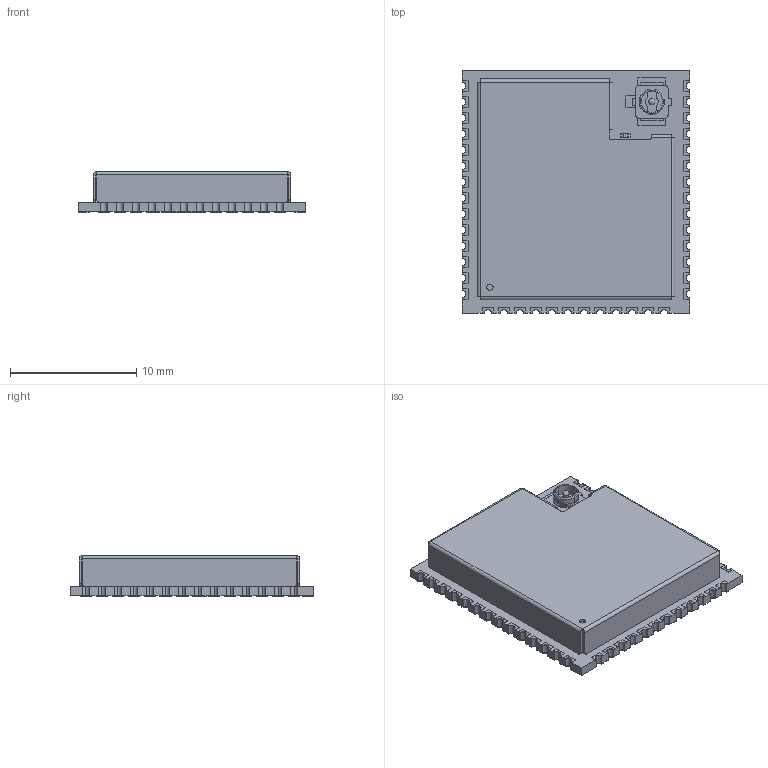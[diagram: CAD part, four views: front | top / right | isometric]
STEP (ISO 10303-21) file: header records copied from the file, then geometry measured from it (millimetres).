
FILE_DESCRIPTION (( 'STEP AP214' ), '1' );
FILE_NAME ('ESP32-S3-WROOM-1U_20220720-2.STEP', '2022-07-20T12:01:03', ( 'madcow' ), ( 'Microsoft' ), 'SwSTEP 2.0', 'SolidWorks 2019', '' );
FILE_SCHEMA (( 'AUTOMOTIVE_DESIGN' ));
Length unit declared in the file: millimetre
Products named in the file (212): Submodel-XTAL3225_part^DesignRootModel_ESP32-S3-WROOM-1U(2)_ESP32-S3-WROOM-1U_2; uid__1-415^DesignRootModel_ESP32-S3-WROOM-1U(2)_ESP32-S3-WROOM-1U_2; uid__1-266^DesignRootModel_ESP32-S3-WROOM-1U(2)_ESP32-S3-WROOM-1U_2; uid__1-444^DesignRootModel_ESP32-S3-WROOM-1U(2)_ESP32-S3-WROOM-1U_2; R0201_20210301.STEP^Submodel-R0201_part_DesignRootModel_ESP32-S3-WROOM-1U(2)_ESP32-S3-WROOM-1U_9_7; uid__1-300^DesignRootModel_ESP32-S3-WROOM-1U(2)_ESP32-S3-WROOM-1U_2; uid__1-480^DesignRootModel_ESP32-S3-WROOM-1U(2)_ESP32-S3-WROOM-1U_2; C0201_20210301.STEP^Submodel-C0201_part_DesignRootModel_ESP32-S3-WROOM-1U(2)_ESP32-S3-WROOM-1U_14_3; uid__1-336^DesignRootModel_ESP32-S3-WROOM-1U(2)_ESP32-S3-WROOM-1U_2; uid__1-500^DesignRootModel_ESP32-S3-WROOM-1U(2)_ESP32-S3-WROOM-1U_2; C0201_20210301.STEP^Submodel-C0201_part_DesignRootModel_ESP32-S3-WROOM-1U(2)_ESP32-S3-WROOM-1U_14_10; uid__1-357^DesignRootModel_ESP32-S3-WROOM-1U(2)_ESP32-S3-WROOM-1U_2; uid__1-530^DesignRootModel_ESP32-S3-WROOM-1U(2)_ESP32-S3-WROOM-1U_2; DFN1006.STEP^DFN1006.STEP_Submodel-SOD882_part_DesignRootModel_ESP32-S3-WROOM-1U(2)_ESP32-S3-WROOM-1U_2; uid__1-397^DesignRootModel_ESP32-S3-WROOM-1U(2)_ESP32-S3-WROOM-1U_2; uid__4-113^DesignRootModel_ESP32-S3-WROOM-1U(2)_ESP32-S3-WROOM-1U_2; uid__1-420^DesignRootModel_ESP32-S3-WROOM-1U(2)_ESP32-S3-WROOM-1U_2; Submodel-R0201_part^DesignRootModel_ESP32-S3-WROOM-1U(2)_ESP32-S3-WROOM-1U_9; uid__1-271^DesignRootModel_ESP32-S3-WROOM-1U(2)_ESP32-S3-WROOM-1U_2; uid__1-449^DesignRootModel_ESP32-S3-WROOM-1U(2)_ESP32-S3-WROOM-1U_2; Submodel-R0201_part^DesignRootModel_ESP32-S3-WROOM-1U(2)_ESP32-S3-WROOM-1U_9_8; uid__1-303^DesignRootModel_ESP32-S3-WROOM-1U(2)_ESP32-S3-WROOM-1U_2; uid__1-485^DesignRootModel_ESP32-S3-WROOM-1U(2)_ESP32-S3-WROOM-1U_2; Submodel-C0201_part^DesignRootModel_ESP32-S3-WROOM-1U(2)_ESP32-S3-WROOM-1U_14_4; uid__1-339^DesignRootModel_ESP32-S3-WROOM-1U(2)_ESP32-S3-WROOM-1U_2; uid__1-503^DesignRootModel_ESP32-S3-WROOM-1U(2)_ESP32-S3-WROOM-1U_2; Submodel-C0201_part^DesignRootModel_ESP32-S3-WROOM-1U(2)_ESP32-S3-WROOM-1U_14_11; uid__1-375^DesignRootModel_ESP32-S3-WROOM-1U(2)_ESP32-S3-WROOM-1U_2; uid__2428^DesignRootModel_ESP32-S3-WROOM-1U(2)_ESP32-S3-WROOM-1U_2; SOP8_rev1_20210308.STEP^SOP8_rev1_20210308.STEP_Submodel-SOP8_1P27_6P6_part_DesignRootModel_ESP32-S3-WROOM-1U(2)_ESP32-S3-WROOM-1U_2; uid__1-406^DesignRootModel_ESP32-S3-WROOM-1U(2)_ESP32-S3-WROOM-1U_2; uid__4-132^DesignRootModel_ESP32-S3-WROOM-1U(2)_ESP32-S3-WROOM-1U_2; uid__1-428^DesignRootModel_ESP32-S3-WROOM-1U(2)_ESP32-S3-WROOM-1U_2; R0201_20210301.STEP^Submodel-R0201_part_DesignRootModel_ESP32-S3-WROOM-1U(2)_ESP32-S3-WROOM-1U_9_3; uid__1-274^DesignRootModel_ESP32-S3-WROOM-1U(2)_ESP32-S3-WROOM-1U_2; uid__1-457^DesignRootModel_ESP32-S3-WROOM-1U(2)_ESP32-S3-WROOM-1U_2; Submodel-L0201_part^DesignRootModel_ESP32-S3-WROOM-1U(2)_ESP32-S3-WROOM-1U_3; uid__1-319^DesignRootModel_ESP32-S3-WROOM-1U(2)_ESP32-S3-WROOM-1U_2; uid__1-492^DesignRootModel_ESP32-S3-WROOM-1U(2)_ESP32-S3-WROOM-1U_2; C0201_20210301.STEP^Submodel-C0201_part_DesignRootModel_ESP32-S3-WROOM-1U(2)_ESP32-S3-WROOM-1U_14_6 ...
Assembly tree (270 placements, depth 6):
  ESP32-S3-WROOM-1U_20220720-2
    ESP32-S3-WROOM-1U(2)^ESP32-S3-WROOM-1U_2
      DesignRootModel^ESP32-S3-WROOM-1U(2)_ESP32-S3-WROOM-1U_2
        Submodel-R0201_part^DesignRootModel_ESP32-S3-WROOM-1U(2)_ESP32-S3-WROOM-1U_9
          R0201_20210301.STEP^Submodel-R0201_part_DesignRootModel_ESP32-S3-WROOM-1U(2)_ESP32-S3-WROOM-1U_9
            R0201_20210301.STEP^R0201_20210301.STEP_Submodel-R0201_part_DesignRootModel_ESP32-S3-WROOM-1U(2)_ESP32-S3-WROOM-1U_2
        Submodel-R0201_part^DesignRootModel_ESP32-S3-WROOM-1U(2)_ESP32-S3-WROOM-1U_9_2
          R0201_20210301.STEP^Submodel-R0201_part_DesignRootModel_ESP32-S3-WROOM-1U(2)_ESP32-S3-WROOM-1U_9_2
            R0201_20210301.STEP^R0201_20210301.STEP_Submodel-R0201_part_DesignRootModel_ESP32-S3-WROOM-1U(2)_ESP32-S3-WROOM-1U_2
        Submodel-R0201_part^DesignRootModel_ESP32-S3-WROOM-1U(2)_ESP32-S3-WROOM-1U_9_3
          R0201_20210301.STEP^Submodel-R0201_part_DesignRootModel_ESP32-S3-WROOM-1U(2)_ESP32-S3-WROOM-1U_9_3
            R0201_20210301.STEP^R0201_20210301.STEP_Submodel-R0201_part_DesignRootModel_ESP32-S3-WROOM-1U(2)_ESP32-S3-WROOM-1U_2
        Submodel-R0201_part^DesignRootModel_ESP32-S3-WROOM-1U(2)_ESP32-S3-WROOM-1U_9_4
          R0201_20210301.STEP^Submodel-R0201_part_DesignRootModel_ESP32-S3-WROOM-1U(2)_ESP32-S3-WROOM-1U_9_4
            R0201_20210301.STEP^R0201_20210301.STEP_Submodel-R0201_part_DesignRootModel_ESP32-S3-WROOM-1U(2)_ESP32-S3-WROOM-1U_2
        Submodel-R0201_part^DesignRootModel_ESP32-S3-WROOM-1U(2)_ESP32-S3-WROOM-1U_9_5
          R0201_20210301.STEP^Submodel-R0201_part_DesignRootModel_ESP32-S3-WROOM-1U(2)_ESP32-S3-WROOM-1U_9_5
            R0201_20210301.STEP^R0201_20210301.STEP_Submodel-R0201_part_DesignRootModel_ESP32-S3-WROOM-1U(2)_ESP32-S3-WROOM-1U_2
        Submodel-R0201_part^DesignRootModel_ESP32-S3-WROOM-1U(2)_ESP32-S3-WROOM-1U_9_6
          R0201_20210301.STEP^Submodel-R0201_part_DesignRootModel_ESP32-S3-WROOM-1U(2)_ESP32-S3-WROOM-1U_9_6
            R0201_20210301.STEP^R0201_20210301.STEP_Submodel-R0201_part_DesignRootModel_ESP32-S3-WROOM-1U(2)_ESP32-S3-WROOM-1U_2
        Submodel-R0201_part^DesignRootModel_ESP32-S3-WROOM-1U(2)_ESP32-S3-WROOM-1U_9_7
          R0201_20210301.STEP^Submodel-R0201_part_DesignRootModel_ESP32-S3-WROOM-1U(2)_ESP32-S3-WROOM-1U_9_7
            R0201_20210301.STEP^R0201_20210301.STEP_Submodel-R0201_part_DesignRootModel_ESP32-S3-WROOM-1U(2)_ESP32-S3-WROOM-1U_2
        Submodel-R0201_part^DesignRootModel_ESP32-S3-WROOM-1U(2)_ESP32-S3-WROOM-1U_9_8
          R0201_20210301.STEP^Submodel-R0201_part_DesignRootModel_ESP32-S3-WROOM-1U(2)_ESP32-S3-WROOM-1U_9_8
            R0201_20210301.STEP^R0201_20210301.STEP_Submodel-R0201_part_DesignRootModel_ESP32-S3-WROOM-1U(2)_ESP32-S3-WROOM-1U_2
        Submodel-L0201_part^DesignRootModel_ESP32-S3-WROOM-1U(2)_ESP32-S3-WROOM-1U_3
          L0201_20210301.STEP^Submodel-L0201_part_DesignRootModel_ESP32-S3-WROOM-1U(2)_ESP32-S3-WROOM-1U_3
            L0201_20210301.STEP^L0201_20210301.STEP_Submodel-L0201_part_DesignRootModel_ESP32-S3-WROOM-1U(2)_ESP32-S3-WROOM-1U_2
        Submodel-L0201_part^DesignRootModel_ESP32-S3-WROOM-1U(2)_ESP32-S3-WROOM-1U_3_2
          L0201_20210301.STEP^Submodel-L0201_part_DesignRootModel_ESP32-S3-WROOM-1U(2)_ESP32-S3-WROOM-1U_3_2
            L0201_20210301.STEP^L0201_20210301.STEP_Submodel-L0201_part_DesignRootModel_ESP32-S3-WROOM-1U(2)_ESP32-S3-WROOM-1U_2
        Submodel-C0201_part^DesignRootModel_ESP32-S3-WROOM-1U(2)_ESP32-S3-WROOM-1U_14
          C0201_20210301.STEP^Submodel-C0201_part_DesignRootModel_ESP32-S3-WROOM-1U(2)_ESP32-S3-WROOM-1U_14
            C0201_20210301.STEP^C0201_20210301.STEP_Submodel-C0201_part_DesignRootModel_ESP32-S3-WROOM-1U(2)_ESP32-S3-WROOM-1U_2
        Submodel-C0201_part^DesignRootModel_ESP32-S3-WROOM-1U(2)_ESP32-S3-WROOM-1U_14_2
          C0201_20210301.STEP^Submodel-C0201_part_DesignRootModel_ESP32-S3-WROOM-1U(2)_ESP32-S3-WROOM-1U_14_2
            C0201_20210301.STEP^C0201_20210301.STEP_Submodel-C0201_part_DesignRootModel_ESP32-S3-WROOM-1U(2)_ESP32-S3-WROOM-1U_2
        Submodel-C0201_part^DesignRootModel_ESP32-S3-WROOM-1U(2)_ESP32-S3-WROOM-1U_14_3
          C0201_20210301.STEP^Submodel-C0201_part_DesignRootModel_ESP32-S3-WROOM-1U(2)_ESP32-S3-WROOM-1U_14_3
            C0201_20210301.STEP^C0201_20210301.STEP_Submodel-C0201_part_DesignRootModel_ESP32-S3-WROOM-1U(2)_ESP32-S3-WROOM-1U_2
        Submodel-C0201_part^DesignRootModel_ESP32-S3-WROOM-1U(2)_ESP32-S3-WROOM-1U_14_4
          C0201_20210301.STEP^Submodel-C0201_part_DesignRootModel_ESP32-S3-WROOM-1U(2)_ESP32-S3-WROOM-1U_14_4
            C0201_20210301.STEP^C0201_20210301.STEP_Submodel-C0201_part_DesignRootModel_ESP32-S3-WROOM-1U(2)_ESP32-S3-WROOM-1U_2
        Submodel-C0201_part^DesignRootModel_ESP32-S3-WROOM-1U(2)_ESP32-S3-WROOM-1U_14_5
          C0201_20210301.STEP^Submodel-C0201_part_DesignRootModel_ESP32-S3-WROOM-1U(2)_ESP32-S3-WROOM-1U_14_5
            C0201_20210301.STEP^C0201_20210301.STEP_Submodel-C0201_part_DesignRootModel_ESP32-S3-WROOM-1U(2)_ESP32-S3-WROOM-1U_2
        Submodel-C0201_part^DesignRootModel_ESP32-S3-WROOM-1U(2)_ESP32-S3-WROOM-1U_14_6
          C0201_20210301.STEP^Submodel-C0201_part_DesignRootModel_ESP32-S3-WROOM-1U(2)_ESP32-S3-WROOM-1U_14_6
            C0201_20210301.STEP^C0201_20210301.STEP_Submodel-C0201_part_DesignRootModel_ESP32-S3-WROOM-1U(2)_ESP32-S3-WROOM-1U_2
        Submodel-C0201_part^DesignRootModel_ESP32-S3-WROOM-1U(2)_ESP32-S3-WROOM-1U_14_7
          C0201_20210301.STEP^Submodel-C0201_part_DesignRootModel_ESP32-S3-WROOM-1U(2)_ESP32-S3-WROOM-1U_14_7
            C0201_20210301.STEP^C0201_20210301.STEP_Submodel-C0201_part_DesignRootModel_ESP32-S3-WROOM-1U(2)_ESP32-S3-WROOM-1U_2
        Submodel-C0201_part^DesignRootModel_ESP32-S3-WROOM-1U(2)_ESP32-S3-WROOM-1U_14_8
          C0201_20210301.STEP^Submodel-C0201_part_DesignRootModel_ESP32-S3-WROOM-1U(2)_ESP32-S3-WROOM-1U_14_8
            C0201_20210301.STEP^C0201_20210301.STEP_Submodel-C0201_part_DesignRootModel_ESP32-S3-WROOM-1U(2)_ESP32-S3-WROOM-1U_2
        Submodel-C0201_part^DesignRootModel_ESP32-S3-WROOM-1U(2)_ESP32-S3-WROOM-1U_14_9
          C0201_20210301.STEP^Submodel-C0201_part_DesignRootModel_ESP32-S3-WROOM-1U(2)_ESP32-S3-WROOM-1U_14_9
            C0201_20210301.STEP^C0201_20210301.STEP_Submodel-C0201_part_DesignRootModel_ESP32-S3-WROOM-1U(2)_ESP32-S3-WROOM-1U_2
Bounding box: 18 x 19.2 x 3.2 mm (x, y, z)
Volume: 408.9 mm3; surface area: 2104.1 mm2
Topology: 231 solids, 232 shells, 3474 faces, 8517 edges, 5437 vertices
Faces by surface type: plane 2554, cylinder 725, bspline 189, cone 6
Entity records: 97250 total; most frequent: CARTESIAN_POINT 16641, ORIENTED_EDGE 10294, DIRECTION 9834, EDGE_CURVE 5147, LINE 4018, VECTOR 4018, VERTEX_POINT 3381, AXIS2_PLACEMENT_3D 2908
